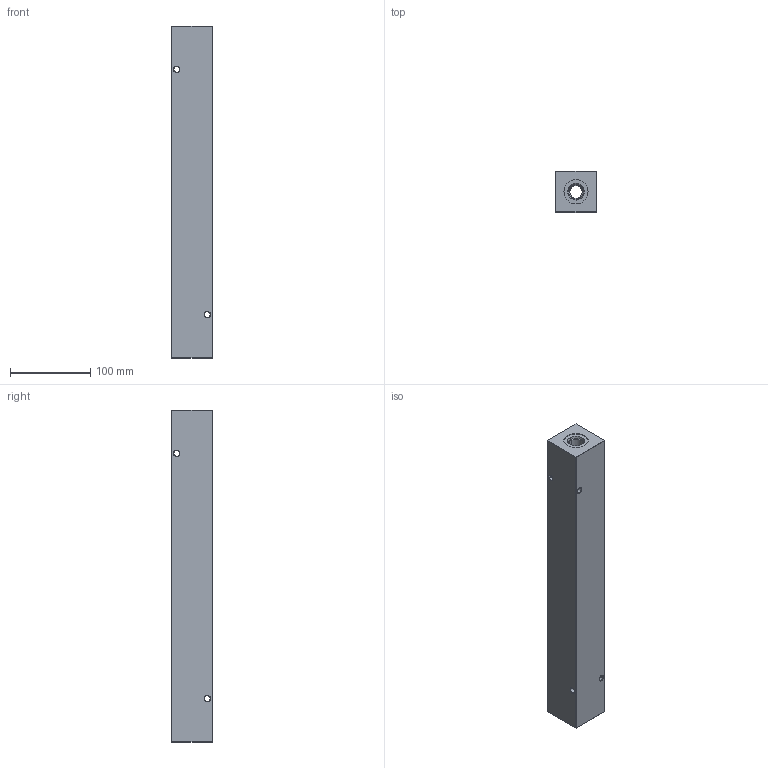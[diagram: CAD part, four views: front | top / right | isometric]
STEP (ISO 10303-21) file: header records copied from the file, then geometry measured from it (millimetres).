
FILE_DESCRIPTION (( 'STEP AP203' ), '1' );
FILE_NAME ('HM-8-0-S-8-6.STEP', '2020-09-30T21:13:55', ( '' ), ( '' ), 'SwSTEP 2.0', 'SolidWorks 2019', '' );
FILE_SCHEMA (( 'CONFIG_CONTROL_DESIGN' ));
Length unit declared in the file: inch
Products named in the file (1): HM-8-0-S-8-6
Bounding box: 50.8 x 50.8 x 412.75 mm (x, y, z)
Volume: 950782.3 mm3; surface area: 117222.8 mm2
Topology: 1 solids, 1 shells, 587 faces, 1485 edges, 944 vertices
Faces by surface type: plane 226, bspline 211, cone 76, cylinder 74
Entity records: 28322 total; most frequent: CARTESIAN_POINT 15500, ORIENTED_EDGE 2970, DIRECTION 1967, EDGE_CURVE 1485, VERTEX_POINT 944, LINE 849, VECTOR 849, EDGE_LOOP 661
